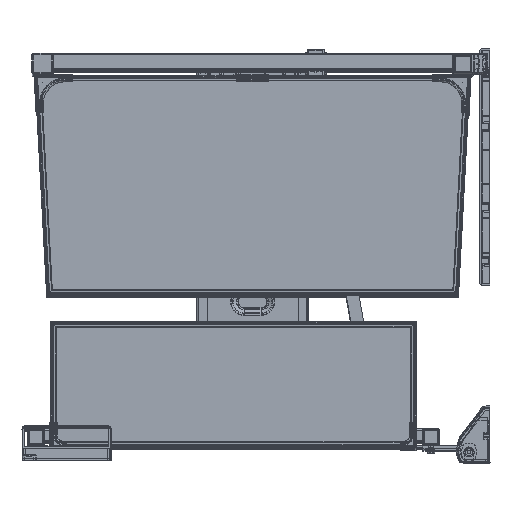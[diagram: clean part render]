
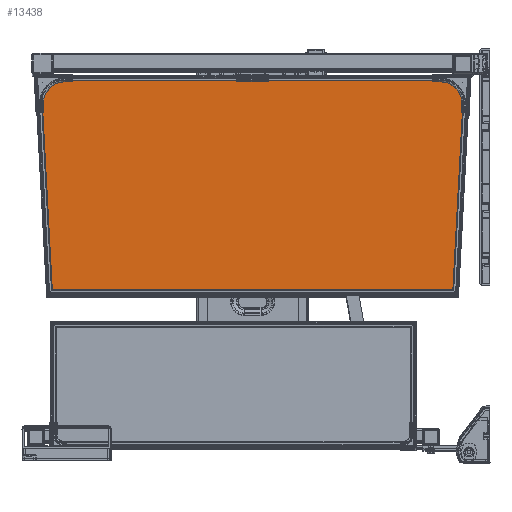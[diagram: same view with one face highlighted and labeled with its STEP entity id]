
A CAD part, top view. The second image highlights one B-rep face of the part: STEP entity #13438.
In plain terms, the highlighted planar face has unit normal (0, 0, 1).
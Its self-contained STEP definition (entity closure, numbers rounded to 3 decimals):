
#13438=ADVANCED_FACE('',(#28825),#28826,.T.);
#28825=FACE_OUTER_BOUND('',#48423,.T.);
#28826=PLANE('',#48424);
#48423=EDGE_LOOP('',(#85589,#85590,#85591,#85592));
#48424=AXIS2_PLACEMENT_3D('',#85593,#85594,#85595);
#85589=ORIENTED_EDGE('',*,*,#121387,.T.);
#85590=ORIENTED_EDGE('',*,*,#121389,.T.);
#85591=ORIENTED_EDGE('',*,*,#121390,.T.);
#85592=ORIENTED_EDGE('',*,*,#121391,.T.);
#85593=CARTESIAN_POINT('',(-259.073,196.702,1577.5));
#85594=DIRECTION('',(0.0,0.0,1.0));
#85595=DIRECTION('',(-0.999,-0.053,0.0));
#121387=EDGE_CURVE('',#145591,#145593,#145595,.T.);
#121389=EDGE_CURVE('',#145593,#145597,#145598,.T.);
#121390=EDGE_CURVE('',#145597,#145599,#145600,.T.);
#121391=EDGE_CURVE('',#145599,#145591,#145601,.T.);
#145591=VERTEX_POINT('',#179996);
#145593=VERTEX_POINT('',#179999);
#145595=LINE('',#180002,#180003);
#145597=VERTEX_POINT('',#180005);
#145598=LINE('',#180006,#180007);
#145599=VERTEX_POINT('',#180008);
#145600=LINE('',#180009,#180010);
#145601=LINE('',#180011,#180012);
#179996=CARTESIAN_POINT('',(241.609,-61.798,1577.5));
#179999=CARTESIAN_POINT('',(255.235,193.202,1577.5));
#180002=CARTESIAN_POINT('',(253.957,169.288,1577.5));
#180003=VECTOR('',#210825,1.0);
#180005=CARTESIAN_POINT('',(-255.381,193.202,1577.5));
#180006=CARTESIAN_POINT('',(-259.073,193.202,1577.5));
#180007=VECTOR('',#210826,1.0);
#180008=CARTESIAN_POINT('',(-241.755,-61.798,1577.5));
#180009=CARTESIAN_POINT('',(-255.578,196.888,1577.5));
#180010=VECTOR('',#210827,1.0);
#180011=CARTESIAN_POINT('',(-259.073,-61.798,1577.5));
#180012=VECTOR('',#210828,1.0);
#210825=DIRECTION('',(0.053,0.999,0.0));
#210826=DIRECTION('',(-1.0,0.,0.0));
#210827=DIRECTION('',(0.053,-0.999,0.0));
#210828=DIRECTION('',(1.0,0.0,0.0));
